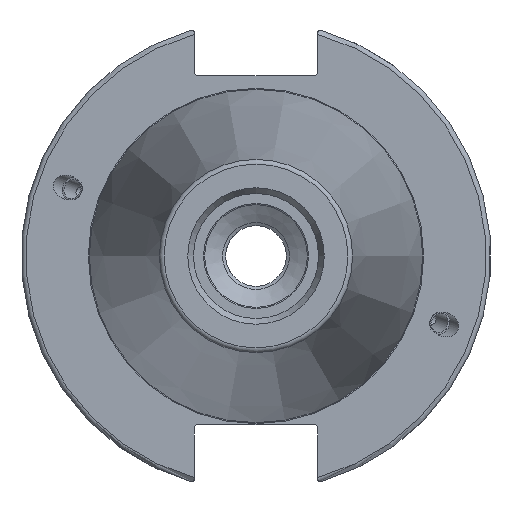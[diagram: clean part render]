
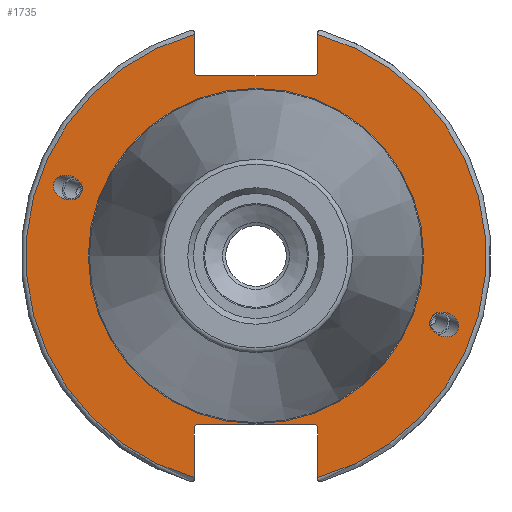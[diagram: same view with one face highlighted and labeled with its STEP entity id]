
A CAD part, left-side view. The second image highlights one B-rep face of the part: STEP entity #1735.
In plain terms, the highlighted planar face has unit normal (-1, 0, 0).
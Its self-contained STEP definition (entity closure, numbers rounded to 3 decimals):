
#31=ELLIPSE('',#1867,3.052,2.5);
#32=ELLIPSE('',#1906,3.052,2.5);
#58=FACE_BOUND('',#593,.T.);
#59=FACE_BOUND('',#594,.T.);
#60=FACE_BOUND('',#595,.T.);
#75=PLANE('',#1924);
#163=LINE('',#3330,#258);
#164=LINE('',#3332,#259);
#165=LINE('',#3334,#260);
#166=LINE('',#3336,#261);
#167=LINE('',#3338,#262);
#168=LINE('',#3342,#263);
#169=LINE('',#3344,#264);
#170=LINE('',#3346,#265);
#171=LINE('',#3348,#266);
#172=LINE('',#3349,#267);
#258=VECTOR('',#2305,10.);
#259=VECTOR('',#2306,10.);
#260=VECTOR('',#2307,10.);
#261=VECTOR('',#2308,10.);
#262=VECTOR('',#2309,10.);
#263=VECTOR('',#2312,10.);
#264=VECTOR('',#2313,10.);
#265=VECTOR('',#2314,10.);
#266=VECTOR('',#2315,10.);
#267=VECTOR('',#2316,10.);
#379=CIRCLE('',#1920,35.125);
#380=CIRCLE('',#1921,35.125);
#383=CIRCLE('',#1925,48.213);
#384=CIRCLE('',#1926,48.213);
#488=FACE_OUTER_BOUND('',#592,.T.);
#592=EDGE_LOOP('',(#1431,#1432,#1433,#1434,#1435,#1436,#1437,#1438,#1439,
#1440,#1441,#1442));
#593=EDGE_LOOP('',(#1443));
#594=EDGE_LOOP('',(#1444));
#595=EDGE_LOOP('',(#1445,#1446));
#763=VERTEX_POINT('',#3021);
#806=VERTEX_POINT('',#3290);
#815=VERTEX_POINT('',#3317);
#816=VERTEX_POINT('',#3319);
#818=VERTEX_POINT('',#3326);
#819=VERTEX_POINT('',#3327);
#820=VERTEX_POINT('',#3329);
#821=VERTEX_POINT('',#3331);
#822=VERTEX_POINT('',#3333);
#823=VERTEX_POINT('',#3335);
#824=VERTEX_POINT('',#3337);
#825=VERTEX_POINT('',#3339);
#826=VERTEX_POINT('',#3341);
#827=VERTEX_POINT('',#3343);
#828=VERTEX_POINT('',#3345);
#829=VERTEX_POINT('',#3347);
#972=EDGE_CURVE('',#763,#763,#31,.T.);
#1028=EDGE_CURVE('',#806,#806,#32,.T.);
#1041=EDGE_CURVE('',#815,#816,#379,.T.);
#1042=EDGE_CURVE('',#816,#815,#380,.T.);
#1045=EDGE_CURVE('',#818,#819,#383,.T.);
#1046=EDGE_CURVE('',#818,#820,#163,.T.);
#1047=EDGE_CURVE('',#821,#820,#164,.T.);
#1048=EDGE_CURVE('',#821,#822,#165,.T.);
#1049=EDGE_CURVE('',#823,#822,#166,.T.);
#1050=EDGE_CURVE('',#823,#824,#167,.T.);
#1051=EDGE_CURVE('',#825,#824,#384,.T.);
#1052=EDGE_CURVE('',#825,#826,#168,.T.);
#1053=EDGE_CURVE('',#827,#826,#169,.T.);
#1054=EDGE_CURVE('',#827,#828,#170,.T.);
#1055=EDGE_CURVE('',#829,#828,#171,.T.);
#1056=EDGE_CURVE('',#829,#819,#172,.T.);
#1431=ORIENTED_EDGE('',*,*,#1045,.F.);
#1432=ORIENTED_EDGE('',*,*,#1046,.T.);
#1433=ORIENTED_EDGE('',*,*,#1047,.F.);
#1434=ORIENTED_EDGE('',*,*,#1048,.T.);
#1435=ORIENTED_EDGE('',*,*,#1049,.F.);
#1436=ORIENTED_EDGE('',*,*,#1050,.T.);
#1437=ORIENTED_EDGE('',*,*,#1051,.F.);
#1438=ORIENTED_EDGE('',*,*,#1052,.T.);
#1439=ORIENTED_EDGE('',*,*,#1053,.F.);
#1440=ORIENTED_EDGE('',*,*,#1054,.T.);
#1441=ORIENTED_EDGE('',*,*,#1055,.F.);
#1442=ORIENTED_EDGE('',*,*,#1056,.T.);
#1443=ORIENTED_EDGE('',*,*,#972,.T.);
#1444=ORIENTED_EDGE('',*,*,#1028,.T.);
#1445=ORIENTED_EDGE('',*,*,#1042,.F.);
#1446=ORIENTED_EDGE('',*,*,#1041,.F.);
#1735=ADVANCED_FACE('',(#488,#58,#59,#60),#75,.T.);
#1867=AXIS2_PLACEMENT_3D('',#3023,#2167,#2168);
#1906=AXIS2_PLACEMENT_3D('',#3292,#2261,#2262);
#1920=AXIS2_PLACEMENT_3D('',#3320,#2293,#2294);
#1921=AXIS2_PLACEMENT_3D('',#3321,#2295,#2296);
#1924=AXIS2_PLACEMENT_3D('',#3325,#2301,#2302);
#1925=AXIS2_PLACEMENT_3D('',#3328,#2303,#2304);
#1926=AXIS2_PLACEMENT_3D('',#3340,#2310,#2311);
#2167=DIRECTION('center_axis',(1.,0.,0.));
#2168=DIRECTION('ref_axis',(0.,-0.94,-0.342));
#2261=DIRECTION('center_axis',(1.,0.,0.));
#2262=DIRECTION('ref_axis',(0.,0.94,0.342));
#2293=DIRECTION('center_axis',(-1.,0.,0.));
#2294=DIRECTION('ref_axis',(0.,-1.,0.));
#2295=DIRECTION('center_axis',(-1.,0.,0.));
#2296=DIRECTION('ref_axis',(0.,-1.,0.));
#2301=DIRECTION('center_axis',(-1.,0.,0.));
#2302=DIRECTION('ref_axis',(0.,0.,1.));
#2303=DIRECTION('center_axis',(1.,0.,0.));
#2304=DIRECTION('ref_axis',(0.,-1.,0.));
#2305=DIRECTION('',(0.,0.,-1.));
#2306=DIRECTION('',(0.,-0.707,0.707));
#2307=DIRECTION('',(0.,1.,0.));
#2308=DIRECTION('',(0.,-0.707,-0.707));
#2309=DIRECTION('',(0.,0.,1.));
#2310=DIRECTION('center_axis',(1.,0.,0.));
#2311=DIRECTION('ref_axis',(0.,1.,0.));
#2312=DIRECTION('',(0.,0.,1.));
#2313=DIRECTION('',(0.,0.707,-0.707));
#2314=DIRECTION('',(0.,-1.,0.));
#2315=DIRECTION('',(0.,0.707,0.707));
#2316=DIRECTION('',(0.,0.,-1.));
#3021=CARTESIAN_POINT('',(3.175,-36.599,-13.321));
#3023=CARTESIAN_POINT('Origin',(3.175,-39.467,-14.365));
#3290=CARTESIAN_POINT('',(3.175,36.599,13.321));
#3292=CARTESIAN_POINT('Origin',(3.175,39.467,14.365));
#3317=CARTESIAN_POINT('',(3.175,0.,35.125));
#3319=CARTESIAN_POINT('',(3.175,35.125,0.));
#3320=CARTESIAN_POINT('Origin',(3.175,0.,0.));
#3321=CARTESIAN_POINT('Origin',(3.175,0.,0.));
#3325=CARTESIAN_POINT('Origin',(3.175,49.213,0.));
#3326=CARTESIAN_POINT('',(3.175,-12.95,46.441));
#3327=CARTESIAN_POINT('',(3.175,-12.95,-46.441));
#3328=CARTESIAN_POINT('Origin',(3.175,0.,0.));
#3329=CARTESIAN_POINT('',(3.175,-12.95,38.219));
#3330=CARTESIAN_POINT('',(3.175,-12.95,18.86));
#3331=CARTESIAN_POINT('',(3.175,-12.45,37.719));
#3332=CARTESIAN_POINT('',(3.175,12.27,12.999));
#3333=CARTESIAN_POINT('',(3.175,12.45,37.719));
#3334=CARTESIAN_POINT('',(3.175,24.606,37.719));
#3335=CARTESIAN_POINT('',(3.175,12.95,38.219));
#3336=CARTESIAN_POINT('',(3.175,12.336,37.605));
#3337=CARTESIAN_POINT('',(3.175,12.95,46.441));
#3338=CARTESIAN_POINT('',(3.175,12.95,18.86));
#3339=CARTESIAN_POINT('',(3.175,12.95,-46.441));
#3340=CARTESIAN_POINT('Origin',(3.175,0.,0.));
#3341=CARTESIAN_POINT('',(3.175,12.95,-35.806));
#3342=CARTESIAN_POINT('',(3.175,12.95,-17.653));
#3343=CARTESIAN_POINT('',(3.175,12.45,-35.306));
#3344=CARTESIAN_POINT('',(3.175,12.939,-35.795));
#3345=CARTESIAN_POINT('',(3.175,-12.45,-35.306));
#3346=CARTESIAN_POINT('',(3.175,24.606,-35.306));
#3347=CARTESIAN_POINT('',(3.175,-12.95,-35.806));
#3348=CARTESIAN_POINT('',(3.175,11.667,-11.189));
#3349=CARTESIAN_POINT('',(3.175,-12.95,-17.653));
